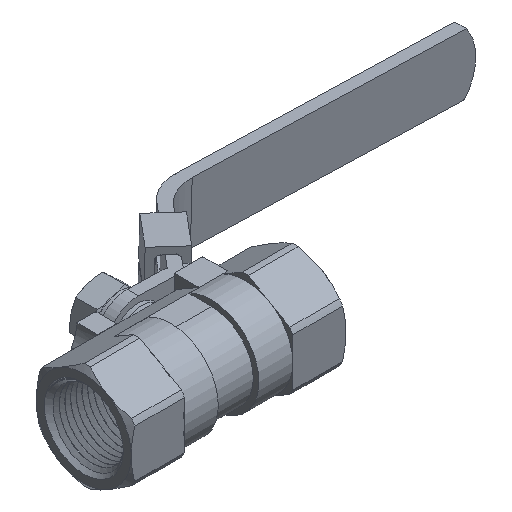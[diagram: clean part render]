
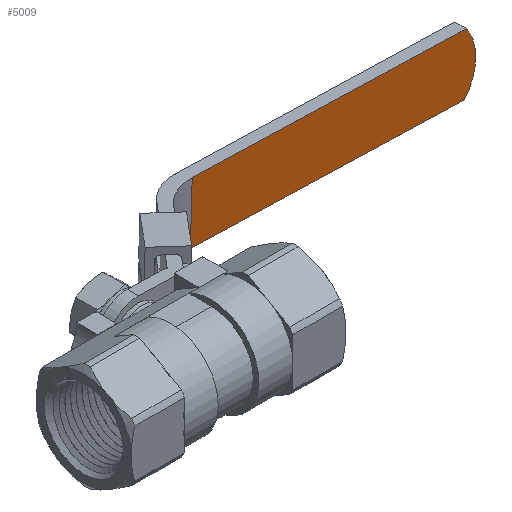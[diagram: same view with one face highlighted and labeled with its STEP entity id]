
A CAD part, isometric view. The second image highlights one B-rep face of the part: STEP entity #5009.
In plain terms, the highlighted planar face has unit normal (0, -1, 0).
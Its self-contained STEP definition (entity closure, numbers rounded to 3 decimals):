
#332=LINE('',#20296,#598);
#342=LINE('',#20318,#608);
#344=LINE('',#20321,#610);
#598=VECTOR('',#6420,1000.);
#608=VECTOR('',#6448,1000.);
#610=VECTOR('',#6452,1000.);
#2416=ORIENTED_EDGE('',*,*,#3216,.F.);
#2417=ORIENTED_EDGE('',*,*,#3284,.F.);
#2418=ORIENTED_EDGE('',*,*,#3268,.T.);
#2419=ORIENTED_EDGE('',*,*,#3282,.T.);
#3216=EDGE_CURVE('',#3817,#3818,#4056,.T.);
#3268=EDGE_CURVE('',#3861,#3860,#332,.T.);
#3282=EDGE_CURVE('',#3860,#3818,#342,.T.);
#3284=EDGE_CURVE('',#3861,#3817,#344,.T.);
#3817=VERTEX_POINT('',#20183);
#3818=VERTEX_POINT('',#20184);
#3860=VERTEX_POINT('',#20295);
#3861=VERTEX_POINT('',#20297);
#4056=CIRCLE('',#5447,13.);
#4347=EDGE_LOOP('',(#2416,#2417,#2418,#2419));
#4636=FACE_BOUND('',#4347,.T.);
#4762=PLANE('',#5492);
#5009=ADVANCED_FACE('',(#4636),#4762,.F.);
#5447=AXIS2_PLACEMENT_3D('',#20182,#6321,#6322);
#5492=AXIS2_PLACEMENT_3D('',#20324,#6456,#6457);
#6321=DIRECTION('',(0.,1.,0.));
#6322=DIRECTION('',(-1.,0.,0.03));
#6420=DIRECTION('',(-0.03,0.,-1.));
#6448=DIRECTION('',(1.,0.,-0.03));
#6452=DIRECTION('',(1.,0.,-0.03));
#6456=DIRECTION('',(0.,1.,0.));
#6457=DIRECTION('',(-1.,0.,0.03));
#20182=CARTESIAN_POINT('',(96.957,36.,-2.892));
#20183=CARTESIAN_POINT('',(107.438,36.,4.799));
#20184=CARTESIAN_POINT('',(106.961,36.,-11.194));
#20295=CARTESIAN_POINT('',(34.857,36.,-9.043));
#20296=CARTESIAN_POINT('',(35.334,36.,6.95));
#20297=CARTESIAN_POINT('',(35.334,36.,6.95));
#20318=CARTESIAN_POINT('',(34.857,36.,-9.043));
#20321=CARTESIAN_POINT('',(35.334,36.,6.95));
#20324=CARTESIAN_POINT('',(35.334,36.,6.95));
